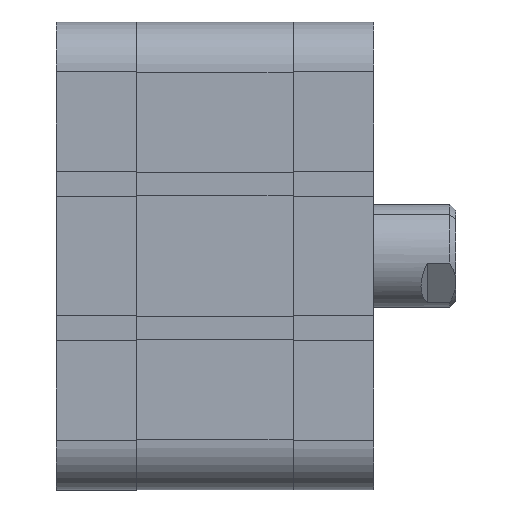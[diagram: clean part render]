
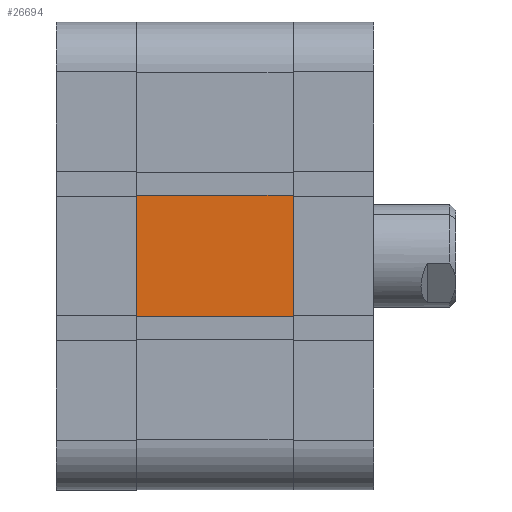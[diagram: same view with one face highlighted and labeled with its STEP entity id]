
A CAD part, front view. The second image highlights one B-rep face of the part: STEP entity #26694.
In plain terms, the highlighted planar face has unit normal (0, -1, 0).
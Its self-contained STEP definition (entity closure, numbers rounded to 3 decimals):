
#1369 = CARTESIAN_POINT ( 'NONE',  ( 38., -56.75, -56.75 ) ) ;
#2874 = CARTESIAN_POINT ( 'NONE',  ( 38., -56.75, 14.7 ) ) ;
#3217 = VECTOR ( 'NONE', #8030, 1000. ) ;
#3770 = VECTOR ( 'NONE', #5860, 1000. ) ;
#4632 = EDGE_CURVE ( 'NONE', #14244, #27254, #30001, .T. ) ;
#4634 = DIRECTION ( 'NONE',  ( 0., 1., 0. ) ) ;
#5068 = EDGE_CURVE ( 'NONE', #13006, #27254, #20464, .T. ) ;
#5860 = DIRECTION ( 'NONE',  ( 0., 0., -1. ) ) ;
#5947 = CARTESIAN_POINT ( 'NONE',  ( 0., -56.75, -56.75 ) ) ;
#6409 = ORIENTED_EDGE ( 'NONE', *, *, #5068, .F. ) ;
#6912 = EDGE_CURVE ( 'NONE', #30267, #14244, #19177, .T. ) ;
#8030 = DIRECTION ( 'NONE',  ( 0., 0., -1. ) ) ;
#9127 = CARTESIAN_POINT ( 'NONE',  ( 38., -56.75, -56.75 ) ) ;
#10107 = VECTOR ( 'NONE', #13723, 1000. ) ;
#11363 = ORIENTED_EDGE ( 'NONE', *, *, #4632, .T. ) ;
#12363 = ORIENTED_EDGE ( 'NONE', *, *, #14666, .F. ) ;
#12792 = CARTESIAN_POINT ( 'NONE',  ( 0., -56.75, 14.7 ) ) ;
#13006 = VERTEX_POINT ( 'NONE', #16977 ) ;
#13573 = CARTESIAN_POINT ( 'NONE',  ( 38.001, -56.75, 14.7 ) ) ;
#13723 = DIRECTION ( 'NONE',  ( -1., 0., 0. ) ) ;
#14244 = VERTEX_POINT ( 'NONE', #12792 ) ;
#14666 = EDGE_CURVE ( 'NONE', #30267, #13006, #27820, .T. ) ;
#16821 = FACE_OUTER_BOUND ( 'NONE', #28396, .T. ) ;
#16977 = CARTESIAN_POINT ( 'NONE',  ( 38., -56.75, -14.7 ) ) ;
#18758 = PLANE ( 'NONE',  #29782 ) ;
#18917 = DIRECTION ( 'NONE',  ( 0., 0., 1. ) ) ;
#19177 = LINE ( 'NONE', #13573, #10107 ) ;
#20464 = LINE ( 'NONE', #24972, #29340 ) ;
#22560 = DIRECTION ( 'NONE',  ( -1., 0., 0. ) ) ;
#24972 = CARTESIAN_POINT ( 'NONE',  ( 38.001, -56.75, -14.7 ) ) ;
#25750 = ORIENTED_EDGE ( 'NONE', *, *, #6912, .T. ) ;
#26694 = ADVANCED_FACE ( 'NONE', ( #16821 ), #18758, .F. ) ;
#27254 = VERTEX_POINT ( 'NONE', #30231 ) ;
#27820 = LINE ( 'NONE', #1369, #3770 ) ;
#28396 = EDGE_LOOP ( 'NONE', ( #25750, #11363, #6409, #12363 ) ) ;
#29340 = VECTOR ( 'NONE', #22560, 1000. ) ;
#29782 = AXIS2_PLACEMENT_3D ( 'NONE', #9127, #4634, #18917 ) ;
#30001 = LINE ( 'NONE', #5947, #3217 ) ;
#30231 = CARTESIAN_POINT ( 'NONE',  ( 0., -56.75, -14.7 ) ) ;
#30267 = VERTEX_POINT ( 'NONE', #2874 ) ;
